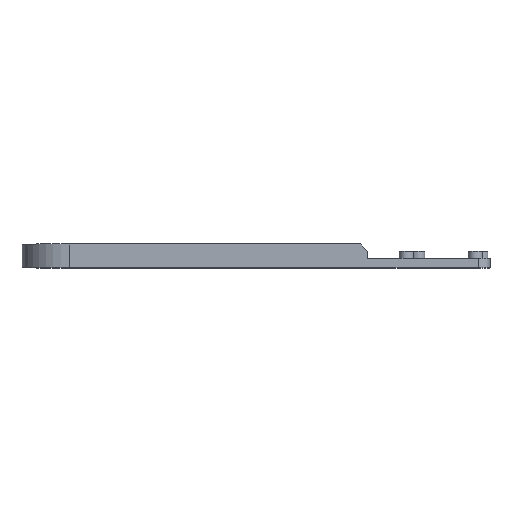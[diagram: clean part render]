
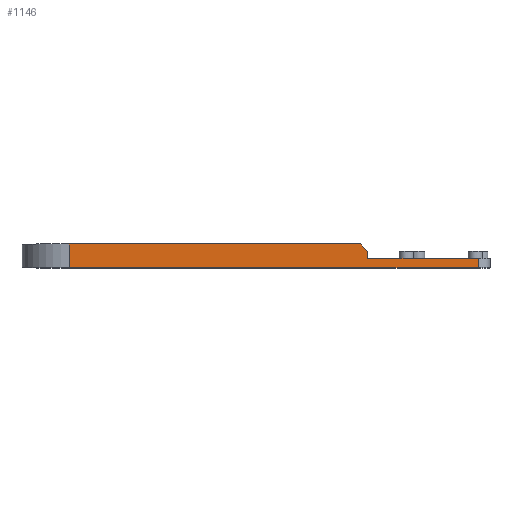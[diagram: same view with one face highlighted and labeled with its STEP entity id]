
A CAD part, top view. The second image highlights one B-rep face of the part: STEP entity #1146.
In plain terms, the highlighted planar face has unit normal (0, 0, 1).
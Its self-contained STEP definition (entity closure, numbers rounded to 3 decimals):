
#60=PLANE('',#1252);
#96=FACE_OUTER_BOUND('',#179,.T.);
#179=EDGE_LOOP('',(#840,#841,#842,#843,#844,#845,#846));
#268=LINE('',#1735,#363);
#272=LINE('',#1744,#367);
#289=LINE('',#1820,#384);
#290=LINE('',#1822,#385);
#291=LINE('',#1824,#386);
#292=LINE('',#1826,#387);
#293=LINE('',#1827,#388);
#363=VECTOR('',#1368,10.);
#367=VECTOR('',#1376,10.);
#384=VECTOR('',#1441,10.);
#385=VECTOR('',#1442,10.);
#386=VECTOR('',#1443,10.);
#387=VECTOR('',#1444,10.);
#388=VECTOR('',#1445,10.);
#523=VERTEX_POINT('',#1728);
#526=VERTEX_POINT('',#1733);
#529=VERTEX_POINT('',#1743);
#564=VERTEX_POINT('',#1819);
#565=VERTEX_POINT('',#1821);
#566=VERTEX_POINT('',#1823);
#567=VERTEX_POINT('',#1825);
#630=EDGE_CURVE('',#526,#523,#268,.T.);
#634=EDGE_CURVE('',#523,#529,#272,.F.);
#672=EDGE_CURVE('',#526,#564,#289,.F.);
#673=EDGE_CURVE('',#564,#565,#290,.F.);
#674=EDGE_CURVE('',#566,#565,#291,.T.);
#675=EDGE_CURVE('',#566,#567,#292,.F.);
#676=EDGE_CURVE('',#529,#567,#293,.T.);
#840=ORIENTED_EDGE('',*,*,#630,.F.);
#841=ORIENTED_EDGE('',*,*,#672,.T.);
#842=ORIENTED_EDGE('',*,*,#673,.T.);
#843=ORIENTED_EDGE('',*,*,#674,.F.);
#844=ORIENTED_EDGE('',*,*,#675,.T.);
#845=ORIENTED_EDGE('',*,*,#676,.F.);
#846=ORIENTED_EDGE('',*,*,#634,.F.);
#1146=ADVANCED_FACE('',(#96),#60,.T.);
#1252=AXIS2_PLACEMENT_3D('',#1818,#1439,#1440);
#1368=DIRECTION('',(0.,-1.,0.));
#1376=DIRECTION('',(1.,0.,0.));
#1439=DIRECTION('center_axis',(0.,0.,1.));
#1440=DIRECTION('ref_axis',(-1.,0.,0.));
#1441=DIRECTION('',(1.,0.,0.));
#1442=DIRECTION('',(0.,-1.,0.));
#1443=DIRECTION('',(0.707,-0.707,0.));
#1444=DIRECTION('',(1.,0.,0.));
#1445=DIRECTION('',(0.,1.,0.));
#1728=CARTESIAN_POINT('',(122.,-65.,65.25));
#1733=CARTESIAN_POINT('',(122.,-61.,65.25));
#1735=CARTESIAN_POINT('',(122.,-55.,65.25));
#1743=CARTESIAN_POINT('',(-51.,-65.,65.25));
#1744=CARTESIAN_POINT('',(53.8,-65.,65.25));
#1818=CARTESIAN_POINT('Origin',(67.3,-55.,65.25));
#1819=CARTESIAN_POINT('',(75.35,-61.,65.25));
#1820=CARTESIAN_POINT('',(84.8,-61.,65.25));
#1821=CARTESIAN_POINT('',(75.35,-58.,65.25));
#1822=CARTESIAN_POINT('',(75.35,-55.,65.25));
#1823=CARTESIAN_POINT('',(72.35,-55.,65.25));
#1824=CARTESIAN_POINT('',(71.837,-54.487,65.25));
#1825=CARTESIAN_POINT('',(-51.,-55.,65.25));
#1826=CARTESIAN_POINT('',(53.8,-55.,65.25));
#1827=CARTESIAN_POINT('',(-51.,-55.,65.25));
